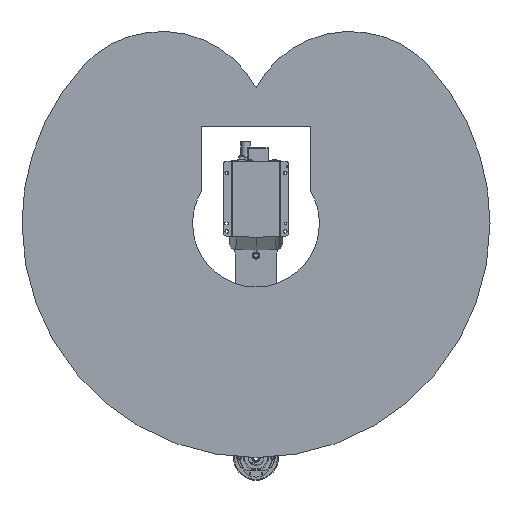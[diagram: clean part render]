
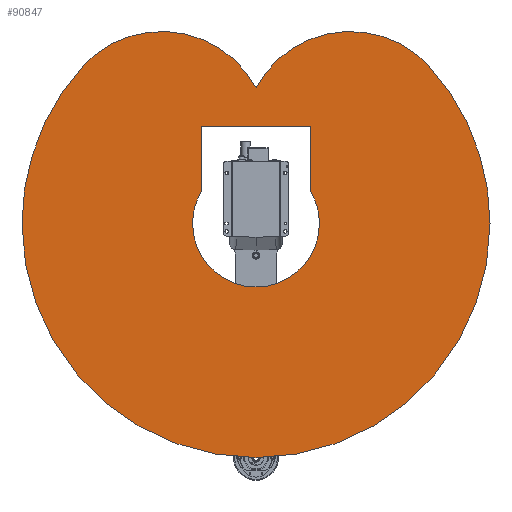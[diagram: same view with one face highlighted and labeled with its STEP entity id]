
A CAD part, front view. The second image highlights one B-rep face of the part: STEP entity #90847.
In plain terms, the highlighted planar face has unit normal (0, -1, 0).
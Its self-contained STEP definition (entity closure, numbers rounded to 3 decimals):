
#90623=CARTESIAN_POINT('',(217.467,0.,-241.522));
#90624=DIRECTION('',(0.,-1.,0.));
#90625=DIRECTION('',(0.685,0.,-0.729));
#90626=AXIS2_PLACEMENT_3D('',#90623,#90624,#90625);
#90628=CARTESIAN_POINT('',(0.,0.,0.));
#90629=DIRECTION('',(0.,-1.,0.));
#90630=DIRECTION('',(0.,0.,-1.));
#90631=AXIS2_PLACEMENT_3D('',#90628,#90629,#90630);
#90633=CARTESIAN_POINT('',(0.,0.,0.));
#90634=DIRECTION('',(0.,-1.,0.));
#90635=DIRECTION('',(0.,0.,1.));
#90636=AXIS2_PLACEMENT_3D('',#90633,#90634,#90635);
#90638=CARTESIAN_POINT('',(0.,0.,0.));
#90639=DIRECTION('',(0.,-1.,0.));
#90640=DIRECTION('',(0.676,0.,0.737));
#90641=AXIS2_PLACEMENT_3D('',#90638,#90639,#90640);
#90643=CARTESIAN_POINT('',(217.467,0.,241.522));
#90644=DIRECTION('',(0.,-1.,0.));
#90645=DIRECTION('',(0.478,0.,-0.878));
#90646=AXIS2_PLACEMENT_3D('',#90643,#90644,#90645);
#90648=CARTESIAN_POINT('',(0.,0.,0.));
#90649=DIRECTION('',(0.,1.,0.));
#90650=DIRECTION('',(0.,0.,1.));
#90651=AXIS2_PLACEMENT_3D('',#90648,#90649,#90650);
#90653=CARTESIAN_POINT('',(0.,0.,0.));
#90654=DIRECTION('',(0.,1.,0.));
#90655=DIRECTION('',(-1.,0.,0.));
#90656=AXIS2_PLACEMENT_3D('',#90653,#90654,#90655);
#90658=CARTESIAN_POINT('',(0.,0.,0.));
#90659=DIRECTION('',(0.,1.,0.));
#90660=DIRECTION('',(0.,0.,-1.));
#90661=AXIS2_PLACEMENT_3D('',#90658,#90659,#90660);
#90663=CARTESIAN_POINT('',(0.,0.,0.));
#90664=DIRECTION('',(0.,1.,0.));
#90665=DIRECTION('',(0.509,0.,-0.861));
#90666=AXIS2_PLACEMENT_3D('',#90663,#90664,#90665);
#90676=DIRECTION('',(1.,0.,0.));
#90677=VECTOR('',#90676,167.303);
#90678=CARTESIAN_POINT('',(82.697,0.,-140.));
#90679=LINE('',#90678,#90677);
#90692=DIRECTION('',(-1.,0.,0.));
#90693=VECTOR('',#90692,167.303);
#90694=CARTESIAN_POINT('',(250.,0.,140.));
#90695=LINE('',#90694,#90693);
#90696=DIRECTION('',(0.,0.,1.));
#90697=VECTOR('',#90696,280.);
#90698=CARTESIAN_POINT('',(250.,0.,-140.));
#90699=LINE('',#90698,#90697);
#90728=CARTESIAN_POINT('',(349.035,0.,0.));
#90729=CARTESIAN_POINT('',(405.733,0.,442.019));
#90730=VERTEX_POINT('',#90728);
#90731=VERTEX_POINT('',#90729);
#90732=CARTESIAN_POINT('',(250.,0.,-140.));
#90733=CARTESIAN_POINT('',(250.,0.,140.));
#90734=VERTEX_POINT('',#90732);
#90735=VERTEX_POINT('',#90733);
#90736=CARTESIAN_POINT('',(82.697,0.,140.));
#90737=VERTEX_POINT('',#90736);
#90738=CARTESIAN_POINT('',(82.697,0.,-140.));
#90739=VERTEX_POINT('',#90738);
#90740=CARTESIAN_POINT('',(0.,0.,-600.));
#90741=CARTESIAN_POINT('',(405.733,0.,-442.019));
#90742=VERTEX_POINT('',#90740);
#90743=VERTEX_POINT('',#90741);
#90744=CARTESIAN_POINT('',(0.,0.,600.));
#90745=VERTEX_POINT('',#90744);
#90746=CARTESIAN_POINT('',(0.,0.,-162.6));
#90747=VERTEX_POINT('',#90746);
#90748=CARTESIAN_POINT('',(-162.6,0.,0.));
#90749=VERTEX_POINT('',#90748);
#90750=CARTESIAN_POINT('',(0.,0.,162.6));
#90751=VERTEX_POINT('',#90750);
#90815=CARTESIAN_POINT('',(108.734,0.,-120.761));
#90816=DIRECTION('',(0.,1.,0.));
#90817=DIRECTION('',(0.,0.,1.));
#90818=AXIS2_PLACEMENT_3D('',#90815,#90816,#90817);
#90819=PLANE('',#90818);
#90820=ORIENTED_EDGE('',*,*,#90798,.F.);
#90822=ORIENTED_EDGE('',*,*,#90821,.F.);
#90824=ORIENTED_EDGE('',*,*,#90823,.F.);
#90826=ORIENTED_EDGE('',*,*,#90825,.F.);
#90828=ORIENTED_EDGE('',*,*,#90827,.F.);
#90829=EDGE_LOOP('',(#90820,#90822,#90824,#90826,#90828));
#90830=FACE_OUTER_BOUND('',#90829,.F.);
#90832=ORIENTED_EDGE('',*,*,#90831,.T.);
#90834=ORIENTED_EDGE('',*,*,#90833,.T.);
#90836=ORIENTED_EDGE('',*,*,#90835,.T.);
#90838=ORIENTED_EDGE('',*,*,#90837,.F.);
#90840=ORIENTED_EDGE('',*,*,#90839,.F.);
#90842=ORIENTED_EDGE('',*,*,#90841,.F.);
#90844=ORIENTED_EDGE('',*,*,#90843,.F.);
#90845=EDGE_LOOP('',(#90832,#90834,#90836,#90838,#90840,#90842,#90844));
#90846=FACE_BOUND('',#90845,.F.);
#90627=CIRCLE('',#90626,275.033);
#90632=CIRCLE('',#90631,600.);
#90637=CIRCLE('',#90636,600.);
#90642=CIRCLE('',#90641,600.);
#90647=CIRCLE('',#90646,275.033);
#90652=CIRCLE('',#90651,162.6);
#90657=CIRCLE('',#90656,162.6);
#90662=CIRCLE('',#90661,162.6);
#90667=CIRCLE('',#90666,162.6);
#90798=EDGE_CURVE('',#90743,#90730,#90627,.T.);
#90821=EDGE_CURVE('',#90742,#90743,#90632,.T.);
#90823=EDGE_CURVE('',#90745,#90742,#90637,.T.);
#90825=EDGE_CURVE('',#90731,#90745,#90642,.T.);
#90827=EDGE_CURVE('',#90730,#90731,#90647,.T.);
#90831=EDGE_CURVE('',#90739,#90734,#90679,.T.);
#90833=EDGE_CURVE('',#90734,#90735,#90699,.T.);
#90835=EDGE_CURVE('',#90735,#90737,#90695,.T.);
#90837=EDGE_CURVE('',#90751,#90737,#90652,.T.);
#90839=EDGE_CURVE('',#90749,#90751,#90657,.T.);
#90841=EDGE_CURVE('',#90747,#90749,#90662,.T.);
#90843=EDGE_CURVE('',#90739,#90747,#90667,.T.);
#90847=ADVANCED_FACE('',(#90830,#90846),#90819,.F.);
